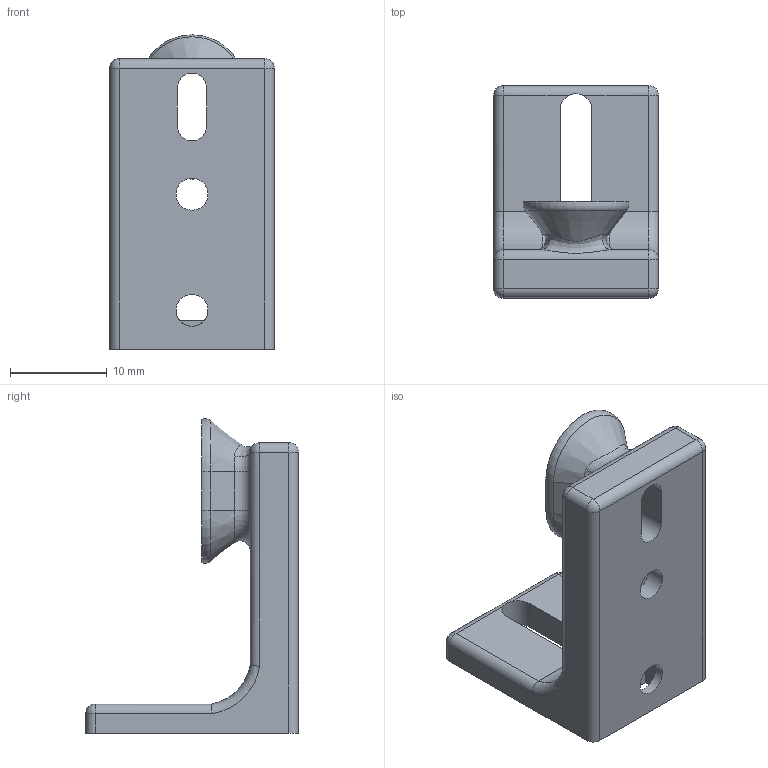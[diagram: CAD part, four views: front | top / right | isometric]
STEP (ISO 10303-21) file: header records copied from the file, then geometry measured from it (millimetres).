
FILE_DESCRIPTION(/* description */ (''),/* implementation_level */ '2;1');
FILE_NAME(/* name */ 'pasa.no.pasa-0.2.stp',/* time_stamp */ '2015-09-21T09:57:57+02:00',/* author */ ('Startic'),/* organization */ (''),/* preprocessor_version */ 'ST-DEVELOPER v16.1',/* originating_system */ 'Autodesk Inventor LT ',/* authorisation */ '');
FILE_SCHEMA (('AUTOMOTIVE_DESIGN { 1 0 10303 214 3 1 1 }'));
Length unit declared in the file: millimetre
Products named in the file (1): pasa.no.pasa-0.2
Bounding box: 17 x 22 x 32.45 mm (x, y, z)
Volume: 2993.9 mm3; surface area: 2687.6 mm2
Topology: 1 solids, 1 shells, 83 faces, 211 edges, 135 vertices
Faces by surface type: plane 31, cylinder 30, torus 11, sphere 6, cone 4, bspline 1
Full cylindrical faces by diameter (mm): 3.3 x3
Entity records: 2712 total; most frequent: CARTESIAN_POINT 658, DIRECTION 439, ORIENTED_EDGE 402, EDGE_CURVE 201, AXIS2_PLACEMENT_3D 162, VERTEX_POINT 121, LINE 115, VECTOR 115
